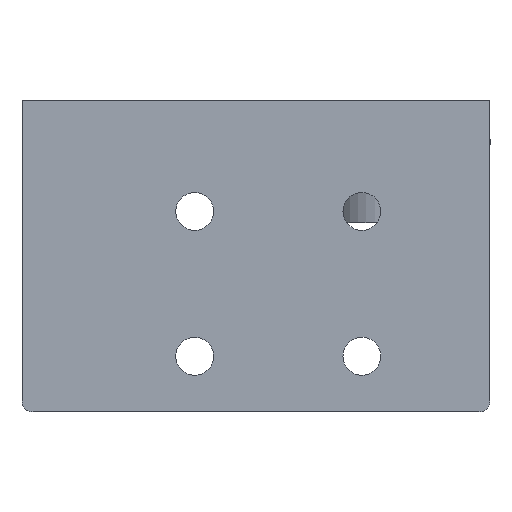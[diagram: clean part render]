
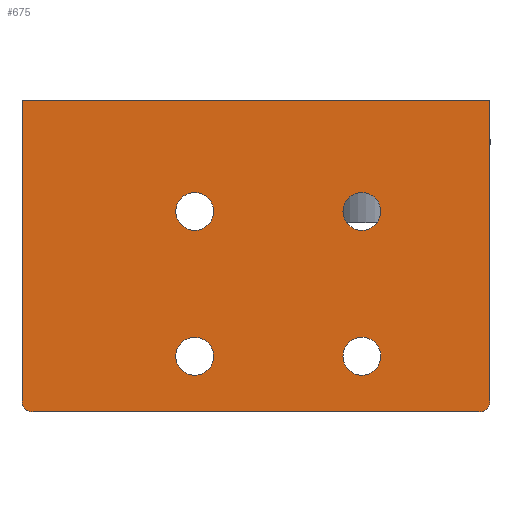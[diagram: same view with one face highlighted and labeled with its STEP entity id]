
A CAD part, front view. The second image highlights one B-rep face of the part: STEP entity #675.
In plain terms, the highlighted planar face has unit normal (0, -1, 0).
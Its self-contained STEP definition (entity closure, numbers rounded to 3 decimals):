
#33 = LINE ( 'NONE', #817, #1151 ) ;
#40 = ORIENTED_EDGE ( 'NONE', *, *, #920, .T. ) ;
#50 = CIRCLE ( 'NONE', #1391, 1.7 ) ;
#111 = LINE ( 'NONE', #1302, #1539 ) ;
#126 = AXIS2_PLACEMENT_3D ( 'NONE', #2112, #1941, #1096 ) ;
#130 = CIRCLE ( 'NONE', #424, 1. ) ;
#139 = ORIENTED_EDGE ( 'NONE', *, *, #1316, .T. ) ;
#150 = EDGE_CURVE ( 'NONE', #1274, #1727, #1681, .T. ) ;
#160 = ORIENTED_EDGE ( 'NONE', *, *, #297, .T. ) ;
#187 = CARTESIAN_POINT ( 'NONE',  ( 15.5, 0., -11.7 ) ) ;
#188 = VERTEX_POINT ( 'NONE', #187 ) ;
#222 = FACE_OUTER_BOUND ( 'NONE', #1019, .T. ) ;
#268 = EDGE_CURVE ( 'NONE', #1358, #1344, #1823, .T. ) ;
#269 = DIRECTION ( 'NONE',  ( 0., 0., -1. ) ) ;
#280 = EDGE_LOOP ( 'NONE', ( #139, #1570 ) ) ;
#297 = EDGE_CURVE ( 'NONE', #1413, #188, #50, .T. ) ;
#307 = AXIS2_PLACEMENT_3D ( 'NONE', #318, #1861, #1147 ) ;
#312 = CIRCLE ( 'NONE', #126, 1.7 ) ;
#318 = CARTESIAN_POINT ( 'NONE',  ( 30.5, 0., -10. ) ) ;
#333 = EDGE_CURVE ( 'NONE', #1644, #764, #1291, .T. ) ;
#383 = AXIS2_PLACEMENT_3D ( 'NONE', #935, #1104, #1778 ) ;
#410 = CARTESIAN_POINT ( 'NONE',  ( 1., 0., -27. ) ) ;
#423 = CARTESIAN_POINT ( 'NONE',  ( 30.5, 0., -21.3 ) ) ;
#424 = AXIS2_PLACEMENT_3D ( 'NONE', #410, #1791, #269 ) ;
#426 = EDGE_CURVE ( 'NONE', #1770, #1274, #33, .T. ) ;
#441 = VERTEX_POINT ( 'NONE', #1531 ) ;
#458 = CARTESIAN_POINT ( 'NONE',  ( 15.5, 0., -10. ) ) ;
#555 = DIRECTION ( 'NONE',  ( 0., 0., 1. ) ) ;
#579 = VERTEX_POINT ( 'NONE', #1700 ) ;
#618 = DIRECTION ( 'NONE',  ( 0., 0., -1. ) ) ;
#635 = ORIENTED_EDGE ( 'NONE', *, *, #893, .T. ) ;
#643 = DIRECTION ( 'NONE',  ( 0., 1., 0. ) ) ;
#662 = AXIS2_PLACEMENT_3D ( 'NONE', #718, #2085, #1054 ) ;
#675 = ADVANCED_FACE ( 'NONE', ( #877, #1551, #1744, #1755, #222 ), #1730, .T. ) ;
#678 = DIRECTION ( 'NONE',  ( 0., 1., 0. ) ) ;
#705 = CARTESIAN_POINT ( 'NONE',  ( 0., 0., 0. ) ) ;
#708 = CIRCLE ( 'NONE', #1548, 1.7 ) ;
#718 = CARTESIAN_POINT ( 'NONE',  ( 0., 0., 0. ) ) ;
#729 = CARTESIAN_POINT ( 'NONE',  ( 30.5, 0., -23. ) ) ;
#733 = CARTESIAN_POINT ( 'NONE',  ( 30.5, 0., -23. ) ) ;
#752 = ORIENTED_EDGE ( 'NONE', *, *, #1342, .T. ) ;
#764 = VERTEX_POINT ( 'NONE', #892 ) ;
#775 = DIRECTION ( 'NONE',  ( 0., -1., 0. ) ) ;
#792 = EDGE_CURVE ( 'NONE', #1727, #764, #111, .T. ) ;
#796 = CIRCLE ( 'NONE', #2054, 1.7 ) ;
#798 = CARTESIAN_POINT ( 'NONE',  ( 41., 0., -27. ) ) ;
#817 = CARTESIAN_POINT ( 'NONE',  ( 0., 0., 0. ) ) ;
#827 = ORIENTED_EDGE ( 'NONE', *, *, #1565, .T. ) ;
#828 = LINE ( 'NONE', #1027, #1240 ) ;
#864 = ORIENTED_EDGE ( 'NONE', *, *, #150, .F. ) ;
#865 = AXIS2_PLACEMENT_3D ( 'NONE', #733, #1139, #1278 ) ;
#877 = FACE_BOUND ( 'NONE', #1968, .T. ) ;
#892 = CARTESIAN_POINT ( 'NONE',  ( 42., 0., -27. ) ) ;
#893 = EDGE_CURVE ( 'NONE', #1163, #441, #1325, .T. ) ;
#900 = VECTOR ( 'NONE', #1222, 1000. ) ;
#903 = ORIENTED_EDGE ( 'NONE', *, *, #333, .T. ) ;
#917 = CARTESIAN_POINT ( 'NONE',  ( 30.5, 0., -10. ) ) ;
#920 = EDGE_CURVE ( 'NONE', #1582, #1792, #1198, .T. ) ;
#935 = CARTESIAN_POINT ( 'NONE',  ( 15.5, 0., -23. ) ) ;
#1019 = EDGE_LOOP ( 'NONE', ( #1550, #752, #1895, #903, #1695, #864 ) ) ;
#1027 = CARTESIAN_POINT ( 'NONE',  ( 0., 0., -28. ) ) ;
#1053 = CARTESIAN_POINT ( 'NONE',  ( 30.5, 0., -8.3 ) ) ;
#1054 = DIRECTION ( 'NONE',  ( 0., 0., -1. ) ) ;
#1071 = EDGE_LOOP ( 'NONE', ( #1215, #40 ) ) ;
#1095 = CARTESIAN_POINT ( 'NONE',  ( 0., 0., 0. ) ) ;
#1096 = DIRECTION ( 'NONE',  ( 0., 0., 1. ) ) ;
#1104 = DIRECTION ( 'NONE',  ( 0., 1., 0. ) ) ;
#1120 = CARTESIAN_POINT ( 'NONE',  ( 30.5, 0., -11.7 ) ) ;
#1139 = DIRECTION ( 'NONE',  ( 0., 1., 0. ) ) ;
#1147 = DIRECTION ( 'NONE',  ( 0., 0., 1. ) ) ;
#1151 = VECTOR ( 'NONE', #1368, 1000. ) ;
#1163 = VERTEX_POINT ( 'NONE', #1180 ) ;
#1180 = CARTESIAN_POINT ( 'NONE',  ( 15.5, 0., -21.3 ) ) ;
#1198 = CIRCLE ( 'NONE', #307, 1.7 ) ;
#1215 = ORIENTED_EDGE ( 'NONE', *, *, #1459, .T. ) ;
#1222 = DIRECTION ( 'NONE',  ( 1., 0., 0. ) ) ;
#1240 = VECTOR ( 'NONE', #1886, 1000. ) ;
#1272 = CARTESIAN_POINT ( 'NONE',  ( 41., 0., -28. ) ) ;
#1274 = VERTEX_POINT ( 'NONE', #1095 ) ;
#1278 = DIRECTION ( 'NONE',  ( 0., 0., 1. ) ) ;
#1291 = CIRCLE ( 'NONE', #1324, 1. ) ;
#1302 = CARTESIAN_POINT ( 'NONE',  ( 42., 0., 0. ) ) ;
#1314 = DIRECTION ( 'NONE',  ( 0., 0., 1. ) ) ;
#1316 = EDGE_CURVE ( 'NONE', #1344, #1358, #796, .T. ) ;
#1324 = AXIS2_PLACEMENT_3D ( 'NONE', #798, #775, #618 ) ;
#1325 = CIRCLE ( 'NONE', #383, 1.7 ) ;
#1342 = EDGE_CURVE ( 'NONE', #1770, #579, #130, .T. ) ;
#1344 = VERTEX_POINT ( 'NONE', #423 ) ;
#1358 = VERTEX_POINT ( 'NONE', #1916 ) ;
#1368 = DIRECTION ( 'NONE',  ( 0., 0., 1. ) ) ;
#1391 = AXIS2_PLACEMENT_3D ( 'NONE', #458, #643, #1314 ) ;
#1408 = EDGE_LOOP ( 'NONE', ( #160, #827 ) ) ;
#1413 = VERTEX_POINT ( 'NONE', #1859 ) ;
#1459 = EDGE_CURVE ( 'NONE', #1792, #1582, #708, .T. ) ;
#1530 = EDGE_CURVE ( 'NONE', #441, #1163, #2150, .T. ) ;
#1531 = CARTESIAN_POINT ( 'NONE',  ( 15.5, 0., -24.7 ) ) ;
#1539 = VECTOR ( 'NONE', #1812, 1000. ) ;
#1548 = AXIS2_PLACEMENT_3D ( 'NONE', #917, #1583, #555 ) ;
#1550 = ORIENTED_EDGE ( 'NONE', *, *, #426, .F. ) ;
#1551 = FACE_BOUND ( 'NONE', #280, .T. ) ;
#1565 = EDGE_CURVE ( 'NONE', #188, #1413, #312, .T. ) ;
#1570 = ORIENTED_EDGE ( 'NONE', *, *, #268, .T. ) ;
#1582 = VERTEX_POINT ( 'NONE', #1120 ) ;
#1583 = DIRECTION ( 'NONE',  ( 0., 1., 0. ) ) ;
#1602 = EDGE_CURVE ( 'NONE', #1644, #579, #828, .T. ) ;
#1644 = VERTEX_POINT ( 'NONE', #1272 ) ;
#1673 = CARTESIAN_POINT ( 'NONE',  ( 15.5, 0., -23. ) ) ;
#1681 = LINE ( 'NONE', #705, #900 ) ;
#1695 = ORIENTED_EDGE ( 'NONE', *, *, #792, .F. ) ;
#1700 = CARTESIAN_POINT ( 'NONE',  ( 1., 0., -28. ) ) ;
#1707 = CARTESIAN_POINT ( 'NONE',  ( 42., 0., 0. ) ) ;
#1716 = CARTESIAN_POINT ( 'NONE',  ( 0., 0., -27. ) ) ;
#1727 = VERTEX_POINT ( 'NONE', #1707 ) ;
#1730 = PLANE ( 'NONE',  #662 ) ;
#1744 = FACE_BOUND ( 'NONE', #1071, .T. ) ;
#1755 = FACE_BOUND ( 'NONE', #1408, .T. ) ;
#1770 = VERTEX_POINT ( 'NONE', #1716 ) ;
#1778 = DIRECTION ( 'NONE',  ( 0., 0., 1. ) ) ;
#1791 = DIRECTION ( 'NONE',  ( 0., -1., 0. ) ) ;
#1792 = VERTEX_POINT ( 'NONE', #1053 ) ;
#1812 = DIRECTION ( 'NONE',  ( 0., 0., -1. ) ) ;
#1823 = CIRCLE ( 'NONE', #865, 1.7 ) ;
#1859 = CARTESIAN_POINT ( 'NONE',  ( 15.5, 0., -8.3 ) ) ;
#1861 = DIRECTION ( 'NONE',  ( 0., 1., 0. ) ) ;
#1874 = ORIENTED_EDGE ( 'NONE', *, *, #1530, .T. ) ;
#1886 = DIRECTION ( 'NONE',  ( -1., 0., 0. ) ) ;
#1895 = ORIENTED_EDGE ( 'NONE', *, *, #1602, .F. ) ;
#1916 = CARTESIAN_POINT ( 'NONE',  ( 30.5, 0., -24.7 ) ) ;
#1941 = DIRECTION ( 'NONE',  ( 0., 1., 0. ) ) ;
#1968 = EDGE_LOOP ( 'NONE', ( #635, #1874 ) ) ;
#2054 = AXIS2_PLACEMENT_3D ( 'NONE', #729, #2120, #2105 ) ;
#2085 = DIRECTION ( 'NONE',  ( 0., -1., 0. ) ) ;
#2105 = DIRECTION ( 'NONE',  ( 0., 0., 1. ) ) ;
#2112 = CARTESIAN_POINT ( 'NONE',  ( 15.5, 0., -10. ) ) ;
#2120 = DIRECTION ( 'NONE',  ( 0., 1., 0. ) ) ;
#2150 = CIRCLE ( 'NONE', #2177, 1.7 ) ;
#2177 = AXIS2_PLACEMENT_3D ( 'NONE', #1673, #678, #2178 ) ;
#2178 = DIRECTION ( 'NONE',  ( 0., 0., 1. ) ) ;
